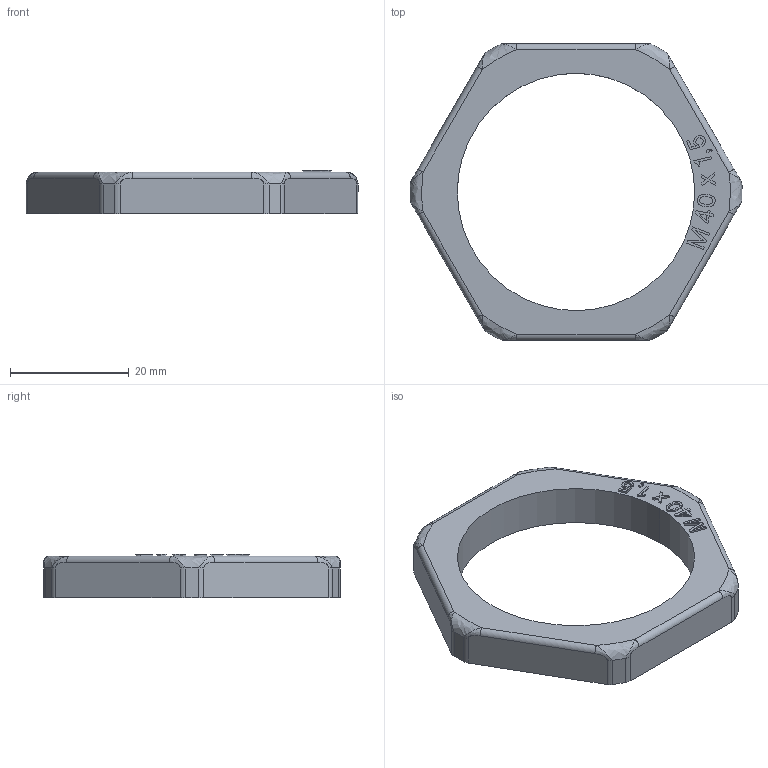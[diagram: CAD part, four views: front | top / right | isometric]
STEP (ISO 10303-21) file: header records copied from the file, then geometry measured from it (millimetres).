
FILE_DESCRIPTION(/* description */ (''),/* implementation_level */ '2;1');
FILE_NAME(/* name */ '2048957',/* time_stamp */ '2014-01-09T11:31:22+01:00',/* author */ (''),/* organization */ (''),/* preprocessor_version */ 'ST-DEVELOPER v15',/* originating_system */ '',/* authorisation */ '');
FILE_SCHEMA (('CONFIG_CONTROL_DESIGN'));
Length unit declared in the file: millimetre
Products named in the file (1): Document
Bounding box: 55.96 x 50 x 7.3 mm (x, y, z)
Volume: 6245.8 mm3; surface area: 3812 mm2
Topology: 1 solids, 1 shells, 242 faces, 669 edges, 438 vertices
Faces by surface type: plane 198, bspline 44
Entity records: 8188 total; most frequent: CARTESIAN_POINT 3688, ORIENTED_EDGE 1338, EDGE_CURVE 669, B_SPLINE_CURVE_WITH_KNOTS 609, VERTEX_POINT 438, EDGE_LOOP 253, ADVANCED_FACE 242, FACE_OUTER_BOUND 242
